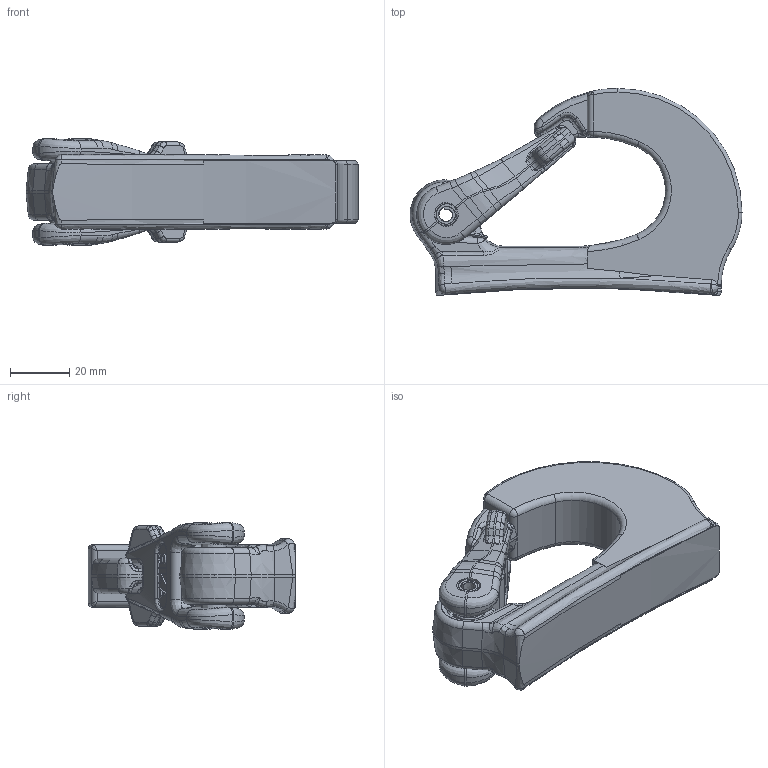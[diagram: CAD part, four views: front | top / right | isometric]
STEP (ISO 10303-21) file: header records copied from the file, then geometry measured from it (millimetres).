
FILE_DESCRIPTION (( 'STEP AP203' ), '1' );
FILE_NAME ('20240812_TBA_1,25t.STEP', '2024-08-12T10:56:15', ( '' ), ( '' ), 'SwSTEP 2.0', 'SolidWorks 2024', '' );
FILE_SCHEMA (( 'CONFIG_CONTROL_DESIGN' ));
Length unit declared in the file: millimetre
Products named in the file (6): BaugrTBA0125; tba-feder_tabelle_TBA 01,25; 20240812_TBA_1,25t; Schnepper für TBA 1t + 2t + 3t_TBA 1,25 t Schnepper bearbeitet<Wie bearbeitet>; Spannstifte_08x35; TBA1,25t_Stepversion_TB1,25 bearbeitet<Wie bearbeitet>
Assembly tree (5 placements, depth 3):
  20240812_TBA_1,25t
    TBA1,25t_Stepversion_TB1,25 bearbeitet<Wie bearbeitet>
    BaugrTBA0125
      Schnepper für TBA 1t + 2t + 3t_TBA 1,25 t Schnepper bearbeitet<Wie bearbeitet>
      tba-feder_tabelle_TBA 01,25
      Spannstifte_08x35
Bounding box: 111.75 x 69.72 x 36 mm (x, y, z)
Volume: 87278.2 mm3; surface area: 25533.1 mm2
Topology: 4 solids, 4 shells, 707 faces, 1840 edges, 1135 vertices
Faces by surface type: bspline 236, plane 227, cylinder 163, torus 55, cone 22, sphere 4
Entity records: 38148 total; most frequent: CARTESIAN_POINT 22812, ORIENTED_EDGE 3656, DIRECTION 2355, EDGE_CURVE 1828, VERTEX_POINT 1135, AXIS2_PLACEMENT_3D 871, EDGE_LOOP 719, ADVANCED_FACE 707
